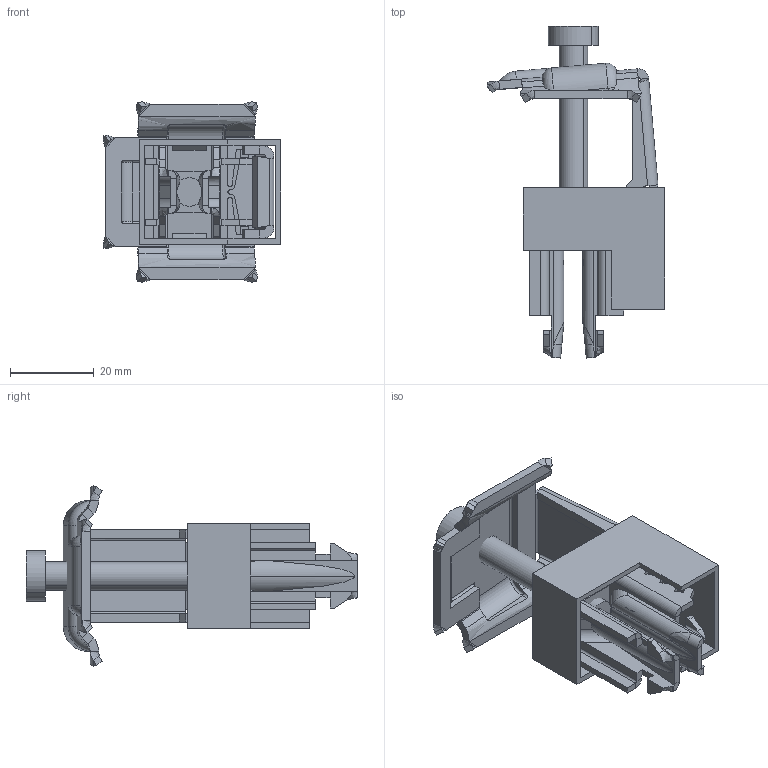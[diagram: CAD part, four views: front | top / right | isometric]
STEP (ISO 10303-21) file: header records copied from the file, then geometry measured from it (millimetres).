
FILE_DESCRIPTION (( 'STEP AP214' ), '1' );
FILE_NAME ('5901010.STEP', '2024-05-28T12:55:44', ( '' ), ( '' ), 'SwSTEP 2.0', 'SolidWorks 2022', '' );
FILE_SCHEMA (( 'AUTOMOTIVE_DESIGN' ));
Length unit declared in the file: millimetre
Products named in the file (6): 246978_Assembled state; 245951; 246991_Square nut DIN 557 M6 -N; 245191_ISO 14583 - M6 x 45; 228213; 5901010
Assembly tree (5 placements, depth 2):
  5901010
    246978_Assembled state
    228213
    245191_ISO 14583 - M6 x 45
    245951
    246991_Square nut DIN 557 M6 -N
Bounding box: 42.37 x 79.24 x 43.06 mm (x, y, z)
Volume: 14696.6 mm3; surface area: 18326.5 mm2
Topology: 5 solids, 5 shells, 479 faces, 1202 edges, 732 vertices
Faces by surface type: plane 301, cylinder 122, bspline 42, torus 12, cone 2
Entity records: 16043 total; most frequent: CARTESIAN_POINT 4474, ORIENTED_EDGE 2404, DIRECTION 2088, EDGE_CURVE 1202, VECTOR 872, LINE 872, VERTEX_POINT 732, AXIS2_PLACEMENT_3D 608
